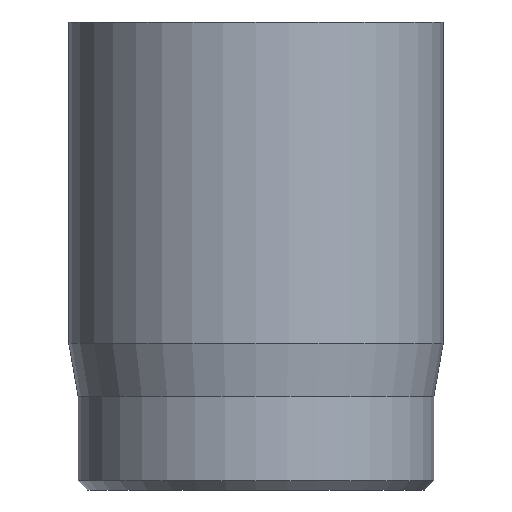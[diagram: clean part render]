
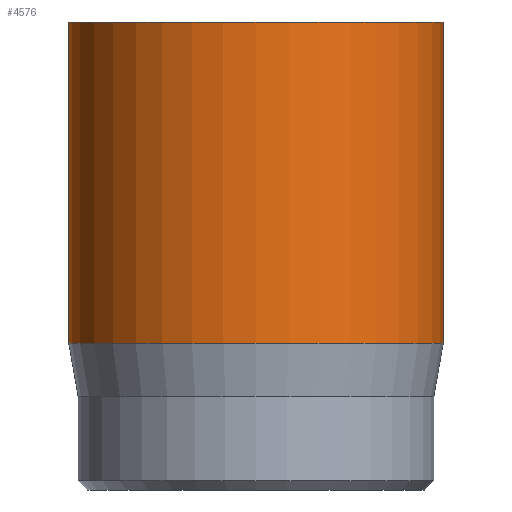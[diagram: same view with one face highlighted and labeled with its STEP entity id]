
A CAD part, front view. The second image highlights one B-rep face of the part: STEP entity #4576.
In plain terms, the highlighted cylindrical face has radius 2 mm (diameter 4 mm), a full revolution.
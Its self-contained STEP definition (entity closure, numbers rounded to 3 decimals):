
#31=CYLINDRICAL_SURFACE('',#4743,2.);
#44=CIRCLE('',#4721,2.);
#55=CIRCLE('',#4741,2.);
#56=CIRCLE('',#4742,2.);
#409=FACE_OUTER_BOUND('',#683,.T.);
#683=EDGE_LOOP('',(#4083,#4084,#4085,#4086,#4087));
#1014=LINE('',#8714,#1351);
#1351=VECTOR('',#5274,2.);
#2102=VERTEX_POINT('',#8672);
#2113=VERTEX_POINT('',#8708);
#2114=VERTEX_POINT('',#8709);
#2759=EDGE_CURVE('',#2102,#2102,#44,.T.);
#2775=EDGE_CURVE('',#2113,#2114,#55,.T.);
#2776=EDGE_CURVE('',#2114,#2113,#56,.T.);
#2778=EDGE_CURVE('',#2102,#2113,#1014,.T.);
#4083=ORIENTED_EDGE('',*,*,#2759,.T.);
#4084=ORIENTED_EDGE('',*,*,#2778,.T.);
#4085=ORIENTED_EDGE('',*,*,#2775,.T.);
#4086=ORIENTED_EDGE('',*,*,#2776,.T.);
#4087=ORIENTED_EDGE('',*,*,#2778,.F.);
#4576=ADVANCED_FACE('',(#409),#31,.T.);
#4721=AXIS2_PLACEMENT_3D('',#8673,#5222,#5223);
#4741=AXIS2_PLACEMENT_3D('',#8710,#5267,#5268);
#4742=AXIS2_PLACEMENT_3D('',#8711,#5269,#5270);
#4743=AXIS2_PLACEMENT_3D('',#8713,#5272,#5273);
#5222=DIRECTION('center_axis',(0.,0.,-1.));
#5223=DIRECTION('ref_axis',(-1.,0.,0.));
#5267=DIRECTION('center_axis',(0.,0.,1.));
#5268=DIRECTION('ref_axis',(-1.,0.,0.));
#5269=DIRECTION('center_axis',(0.,0.,1.));
#5270=DIRECTION('ref_axis',(-1.,0.,0.));
#5272=DIRECTION('center_axis',(0.,0.,1.));
#5273=DIRECTION('ref_axis',(-1.,0.,0.));
#5274=DIRECTION('',(0.,0.,-1.));
#8672=CARTESIAN_POINT('',(2.,0.,5.));
#8673=CARTESIAN_POINT('Origin',(0.,0.,5.));
#8708=CARTESIAN_POINT('',(2.,0.,1.567));
#8709=CARTESIAN_POINT('',(-2.,0.,1.567));
#8710=CARTESIAN_POINT('Origin',(0.,0.,1.567));
#8711=CARTESIAN_POINT('Origin',(0.,0.,1.567));
#8713=CARTESIAN_POINT('Origin',(0.,0.,0.));
#8714=CARTESIAN_POINT('',(2.,0.,0.));
